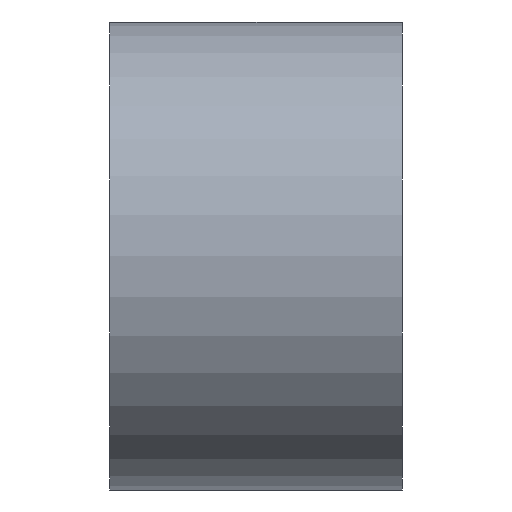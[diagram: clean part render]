
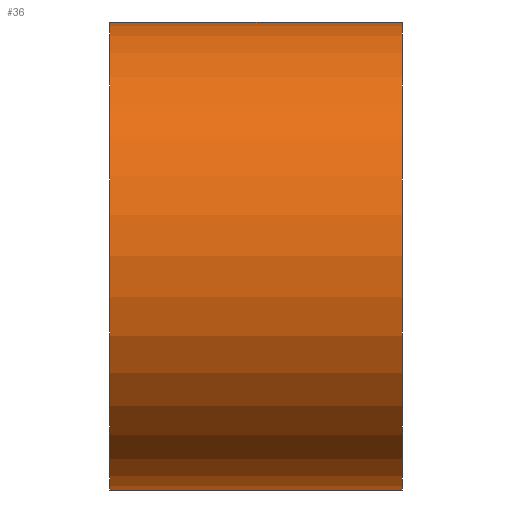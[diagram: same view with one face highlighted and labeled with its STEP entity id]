
A CAD part, left-side view. The second image highlights one B-rep face of the part: STEP entity #36.
In plain terms, the highlighted cylindrical face has radius 8 mm (diameter 16 mm), a partial arc.
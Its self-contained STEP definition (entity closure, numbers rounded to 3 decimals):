
#36 = ADVANCED_FACE( '', ( #68 ), #69, .T. );
#68 = FACE_OUTER_BOUND( '', #93, .T. );
#69 = CYLINDRICAL_SURFACE( '', #94, 8. );
#93 = EDGE_LOOP( '', ( #127, #128, #129, #130 ) );
#94 = AXIS2_PLACEMENT_3D( '', #131, #132, #133 );
#127 = ORIENTED_EDGE( '', *, *, #164, .T. );
#128 = ORIENTED_EDGE( '', *, *, #158, .F. );
#129 = ORIENTED_EDGE( '', *, *, #151, .F. );
#130 = ORIENTED_EDGE( '', *, *, #161, .T. );
#131 = CARTESIAN_POINT( '', ( -32., 5., 0. ) );
#132 = DIRECTION( '', ( 0., 1., 0. ) );
#133 = DIRECTION( '', ( 0., 0., -1. ) );
#151 = EDGE_CURVE( '', #169, #170, #171, .T. );
#158 = EDGE_CURVE( '', #170, #178, #182, .T. );
#161 = EDGE_CURVE( '', #169, #185, #187, .T. );
#164 = EDGE_CURVE( '', #185, #178, #190, .T. );
#169 = VERTEX_POINT( '', #195 );
#170 = VERTEX_POINT( '', #196 );
#171 = CIRCLE( '', #197, 8. );
#178 = VERTEX_POINT( '', #206 );
#182 = LINE( '', #212, #213 );
#185 = VERTEX_POINT( '', #216 );
#187 = LINE( '', #219, #220 );
#190 = CIRCLE( '', #224, 8. );
#195 = CARTESIAN_POINT( '', ( -32., 5., -8. ) );
#196 = CARTESIAN_POINT( '', ( -32., 5., 8. ) );
#197 = AXIS2_PLACEMENT_3D( '', #228, #229, #230 );
#206 = CARTESIAN_POINT( '', ( -32., -5., 8. ) );
#212 = CARTESIAN_POINT( '', ( -32., 5., 8. ) );
#213 = VECTOR( '', #238, 1000. );
#216 = CARTESIAN_POINT( '', ( -32., -5., -8. ) );
#219 = CARTESIAN_POINT( '', ( -32., 5., -8. ) );
#220 = VECTOR( '', #240, 1000. );
#224 = AXIS2_PLACEMENT_3D( '', #242, #243, #244 );
#228 = CARTESIAN_POINT( '', ( -32., 5., 0. ) );
#229 = DIRECTION( '', ( 0., 1., 0. ) );
#230 = DIRECTION( '', ( 1., 0., 0. ) );
#238 = DIRECTION( '', ( 0., -1., 0. ) );
#240 = DIRECTION( '', ( 0., -1., 0. ) );
#242 = CARTESIAN_POINT( '', ( -32., -5., 0. ) );
#243 = DIRECTION( '', ( 0., 1., 0. ) );
#244 = DIRECTION( '', ( 1., 0., 0. ) );
